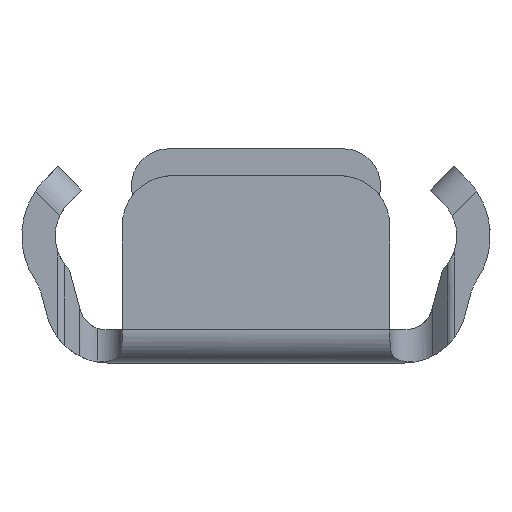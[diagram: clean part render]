
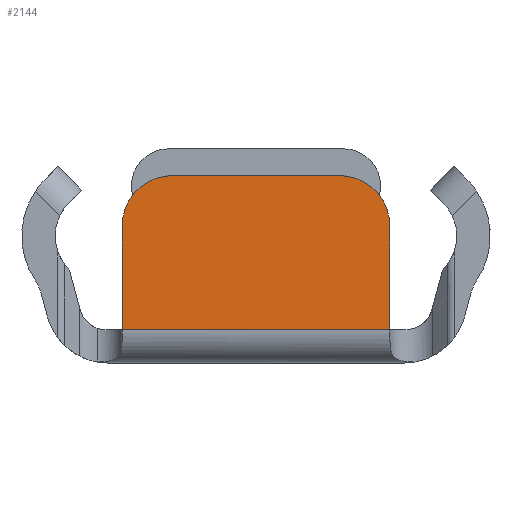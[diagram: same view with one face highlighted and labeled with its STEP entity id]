
A CAD part, left-side view. The second image highlights one B-rep face of the part: STEP entity #2144.
In plain terms, the highlighted planar face has unit normal (-1, 0, 0).
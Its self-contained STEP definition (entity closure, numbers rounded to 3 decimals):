
#67 = VECTOR ( 'NONE', #2220, 1000. ) ;
#84 = DIRECTION ( 'NONE',  ( 0., 0., 1. ) ) ;
#158 = LINE ( 'NONE', #4239, #67 ) ;
#321 = EDGE_CURVE ( 'NONE', #4007, #2531, #4592, .T. ) ;
#474 = CARTESIAN_POINT ( 'NONE',  ( 0., 4., 4.1 ) ) ;
#581 = EDGE_CURVE ( 'NONE', #4801, #1204, #4795, .T. ) ;
#641 = ORIENTED_EDGE ( 'NONE', *, *, #1851, .T. ) ;
#712 = DIRECTION ( 'NONE',  ( 0., 0., 1. ) ) ;
#843 = EDGE_LOOP ( 'NONE', ( #6372, #4337, #2327, #2410, #2166, #641 ) ) ;
#880 = PLANE ( 'NONE',  #2436 ) ;
#892 = CARTESIAN_POINT ( 'NONE',  ( 0., -4.404, 1. ) ) ;
#1016 = DIRECTION ( 'NONE',  ( 0., 0., 1. ) ) ;
#1204 = VERTEX_POINT ( 'NONE', #3660 ) ;
#1241 = VECTOR ( 'NONE', #6017, 1000. ) ;
#1437 = EDGE_CURVE ( 'NONE', #5171, #4801, #5291, .T. ) ;
#1585 = CIRCLE ( 'NONE', #5437, 1.5 ) ;
#1732 = DIRECTION ( 'NONE',  ( -1., 0., 0. ) ) ;
#1851 = EDGE_CURVE ( 'NONE', #3850, #4007, #1585, .T. ) ;
#1864 = CARTESIAN_POINT ( 'NONE',  ( 0., -4., 1. ) ) ;
#2144 = ADVANCED_FACE ( 'NONE', ( #5917 ), #880, .F. ) ;
#2166 = ORIENTED_EDGE ( 'NONE', *, *, #2278, .T. ) ;
#2220 = DIRECTION ( 'NONE',  ( 0., 1., 0. ) ) ;
#2278 = EDGE_CURVE ( 'NONE', #1204, #3850, #158, .T. ) ;
#2327 = ORIENTED_EDGE ( 'NONE', *, *, #1437, .T. ) ;
#2410 = ORIENTED_EDGE ( 'NONE', *, *, #581, .T. ) ;
#2436 = AXIS2_PLACEMENT_3D ( 'NONE', #6114, #3034, #5482 ) ;
#2478 = CARTESIAN_POINT ( 'NONE',  ( 0., 4., 1. ) ) ;
#2531 = VERTEX_POINT ( 'NONE', #2478 ) ;
#2826 = CARTESIAN_POINT ( 'NONE',  ( 0., -4., 4.1 ) ) ;
#2880 = VECTOR ( 'NONE', #6543, 1000. ) ;
#3034 = DIRECTION ( 'NONE',  ( 1., 0., 0. ) ) ;
#3228 = CARTESIAN_POINT ( 'NONE',  ( 0., -4., 4.1 ) ) ;
#3541 = EDGE_CURVE ( 'NONE', #2531, #5171, #4535, .T. ) ;
#3586 = DIRECTION ( 'NONE',  ( -1., 0., 0. ) ) ;
#3660 = CARTESIAN_POINT ( 'NONE',  ( 0., -2.5, 5.6 ) ) ;
#3850 = VERTEX_POINT ( 'NONE', #4884 ) ;
#3940 = VECTOR ( 'NONE', #84, 1000. ) ;
#4007 = VERTEX_POINT ( 'NONE', #474 ) ;
#4239 = CARTESIAN_POINT ( 'NONE',  ( 0., 0., 5.6 ) ) ;
#4287 = CARTESIAN_POINT ( 'NONE',  ( 0., -2.5, 4.1 ) ) ;
#4337 = ORIENTED_EDGE ( 'NONE', *, *, #3541, .T. ) ;
#4535 = LINE ( 'NONE', #892, #2880 ) ;
#4592 = LINE ( 'NONE', #4954, #1241 ) ;
#4795 = CIRCLE ( 'NONE', #5323, 1.5 ) ;
#4801 = VERTEX_POINT ( 'NONE', #2826 ) ;
#4884 = CARTESIAN_POINT ( 'NONE',  ( 0., 2.5, 5.6 ) ) ;
#4954 = CARTESIAN_POINT ( 'NONE',  ( 0., 4., 4.1 ) ) ;
#5171 = VERTEX_POINT ( 'NONE', #1864 ) ;
#5291 = LINE ( 'NONE', #3228, #3940 ) ;
#5323 = AXIS2_PLACEMENT_3D ( 'NONE', #4287, #1732, #712 ) ;
#5437 = AXIS2_PLACEMENT_3D ( 'NONE', #6123, #3586, #1016 ) ;
#5482 = DIRECTION ( 'NONE',  ( 0., 0., -1. ) ) ;
#5917 = FACE_OUTER_BOUND ( 'NONE', #843, .T. ) ;
#6017 = DIRECTION ( 'NONE',  ( 0., 0., -1. ) ) ;
#6114 = CARTESIAN_POINT ( 'NONE',  ( 0., -4.404, 1.9 ) ) ;
#6123 = CARTESIAN_POINT ( 'NONE',  ( 0., 2.5, 4.1 ) ) ;
#6372 = ORIENTED_EDGE ( 'NONE', *, *, #321, .T. ) ;
#6543 = DIRECTION ( 'NONE',  ( 0., -1., 0. ) ) ;
